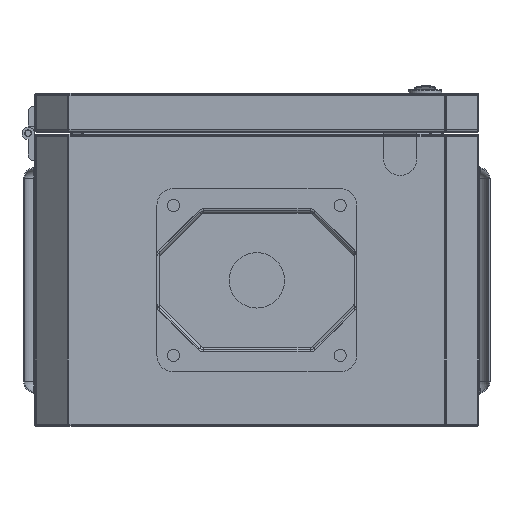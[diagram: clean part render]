
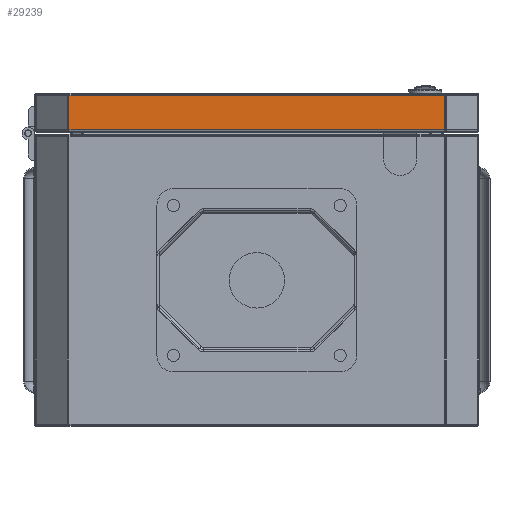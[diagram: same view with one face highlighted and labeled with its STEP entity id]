
A CAD part, front view. The second image highlights one B-rep face of the part: STEP entity #29239.
In plain terms, the highlighted planar face has unit normal (0, -1, 0).
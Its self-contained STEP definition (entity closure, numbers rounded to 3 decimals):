
#2471 = EDGE_LOOP ( 'NONE', ( #44149, #13345, #30843, #36916 ) ) ;
#3294 = DIRECTION ( 'NONE',  ( 0., 0., 1. ) ) ;
#5761 = VERTEX_POINT ( 'NONE', #21284 ) ;
#6529 = DIRECTION ( 'NONE',  ( 0., 0., -1. ) ) ;
#10548 = EDGE_CURVE ( 'NONE', #15376, #36399, #45575, .T. ) ;
#13051 = CARTESIAN_POINT ( 'NONE',  ( 169.172, -250., -2. ) ) ;
#13160 = DIRECTION ( 'NONE',  ( 0., 0., -1. ) ) ;
#13345 = ORIENTED_EDGE ( 'NONE', *, *, #40226, .T. ) ;
#15376 = VERTEX_POINT ( 'NONE', #13051 ) ;
#16892 = FACE_OUTER_BOUND ( 'NONE', #2471, .T. ) ;
#17003 = EDGE_CURVE ( 'NONE', #31549, #15376, #45339, .T. ) ;
#20925 = CARTESIAN_POINT ( 'NONE',  ( -200., -250., -35. ) ) ;
#21284 = CARTESIAN_POINT ( 'NONE',  ( -169.172, -250., -33. ) ) ;
#22381 = CARTESIAN_POINT ( 'NONE',  ( 169.172, -250., -33. ) ) ;
#24955 = CARTESIAN_POINT ( 'NONE',  ( 170., -250., -33. ) ) ;
#26696 = AXIS2_PLACEMENT_3D ( 'NONE', #20925, #47448, #13160 ) ;
#27116 = VECTOR ( 'NONE', #33874, 1000. ) ;
#29239 = ADVANCED_FACE ( 'NONE', ( #16892 ), #32216, .T. ) ;
#30843 = ORIENTED_EDGE ( 'NONE', *, *, #33181, .T. ) ;
#30943 = CARTESIAN_POINT ( 'NONE',  ( -169.172, -250., -2. ) ) ;
#31549 = VERTEX_POINT ( 'NONE', #22381 ) ;
#32216 = PLANE ( 'NONE',  #26696 ) ;
#33181 = EDGE_CURVE ( 'NONE', #5761, #31549, #43726, .T. ) ;
#33874 = DIRECTION ( 'NONE',  ( -1., 0., 0. ) ) ;
#36399 = VERTEX_POINT ( 'NONE', #30943 ) ;
#36916 = ORIENTED_EDGE ( 'NONE', *, *, #17003, .T. ) ;
#39107 = VECTOR ( 'NONE', #3294, 1000. ) ;
#40226 = EDGE_CURVE ( 'NONE', #36399, #5761, #43411, .T. ) ;
#42083 = CARTESIAN_POINT ( 'NONE',  ( -200., -250., -2. ) ) ;
#43411 = LINE ( 'NONE', #48348, #45432 ) ;
#43726 = LINE ( 'NONE', #24955, #46174 ) ;
#44149 = ORIENTED_EDGE ( 'NONE', *, *, #10548, .T. ) ;
#44209 = DIRECTION ( 'NONE',  ( 1., 0., 0. ) ) ;
#45339 = LINE ( 'NONE', #45585, #39107 ) ;
#45432 = VECTOR ( 'NONE', #6529, 1000. ) ;
#45575 = LINE ( 'NONE', #42083, #27116 ) ;
#45585 = CARTESIAN_POINT ( 'NONE',  ( 169.172, -250., -35. ) ) ;
#46174 = VECTOR ( 'NONE', #44209, 1000. ) ;
#47448 = DIRECTION ( 'NONE',  ( 0., -1., 0. ) ) ;
#48348 = CARTESIAN_POINT ( 'NONE',  ( -169.172, -250., -35. ) ) ;
